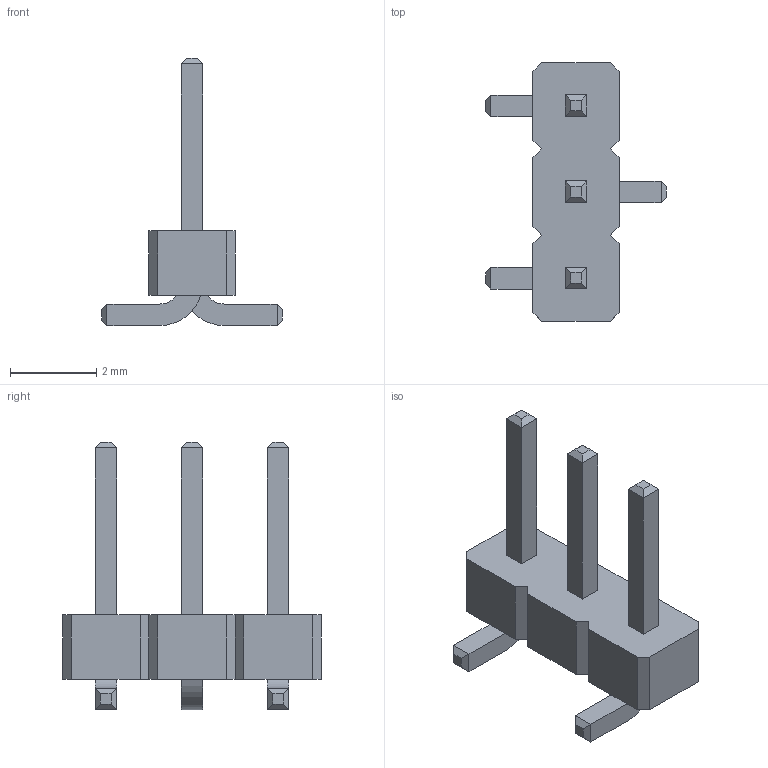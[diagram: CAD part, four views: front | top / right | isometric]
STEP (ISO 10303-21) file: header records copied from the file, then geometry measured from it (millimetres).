
FILE_DESCRIPTION(/* description */ ('model of Pin_Header_Straight_1x03_Pitch2.00mm_SMD_Pin1Left'),/* implementation_level */ '2;1');
FILE_NAME(/* name */ 'Pin_Header_Straight_1x03_Pitch2.00mm_SMD_Pin1Left.step',/* time_stamp */ '2017-08-19T03:48:38',/* author */ ('kicad StepUp','ksu'),/* organization */ ('FreeCAD'),/* preprocessor_version */ 'OCC',/* originating_system */ 'kicad StepUp',/* authorisation */ '');
FILE_SCHEMA(('AUTOMOTIVE_DESIGN { 1 0 10303 214 1 1 1 1 }'));
Length unit declared in the file: millimetre
Products named in the file (1): Pin_Header_Straight_1x03_Pitch200mm_SMD_Pin1Left
Bounding box: 4.2 x 6 x 6.2 mm (x, y, z)
Volume: 22.2 mm3; surface area: 84 mm2
Topology: 1 solids, 1 shells, 82 faces, 198 edges, 124 vertices
Faces by surface type: plane 76, cylinder 6
Entity records: 2909 total; most frequent: CARTESIAN_POINT 405, ORIENTED_EDGE 396, DIRECTION 376, EDGE_CURVE 198, LINE 186, VECTOR 186, VERTEX_POINT 124, AXIS2_PLACEMENT_3D 95
